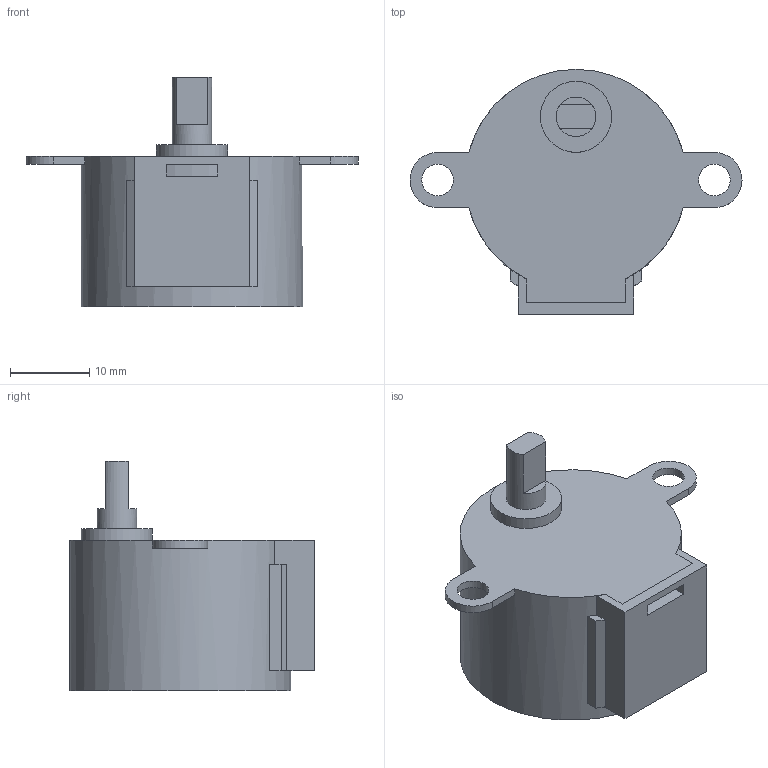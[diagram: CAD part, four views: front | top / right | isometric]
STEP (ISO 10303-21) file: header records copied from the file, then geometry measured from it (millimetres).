
FILE_DESCRIPTION(/* description */ (''),/* implementation_level */ '2;1');
FILE_NAME(/* name */ '28BYJ-48 v1.step',/* time_stamp */ '2025-08-04T09:37:04-04:00',/* author */ (''),/* organization */ (''),/* preprocessor_version */ 'ST-DEVELOPER v20.1',/* originating_system */ 'Autodesk Translation Framework v14.10.0.0',/* authorisation */ '');
FILE_SCHEMA (('AUTOMOTIVE_DESIGN { 1 0 10303 214 3 1 1 }'));
Length unit declared in the file: millimetre
Products named in the file (1): 28BYJ-48
Bounding box: 42 x 31 x 29 mm (x, y, z)
Volume: 12884.7 mm3; surface area: 4279.3 mm2
Topology: 5 solids, 5 shells, 53 faces, 127 edges, 84 vertices
Faces by surface type: plane 43, cylinder 10
Full cylindrical faces by diameter (mm): 4 x2, 5 x1, 9 x1, 28 x1
Entity records: 1601 total; most frequent: DIRECTION 269, CARTESIAN_POINT 265, ORIENTED_EDGE 254, EDGE_CURVE 127, LINE 93, VECTOR 93, AXIS2_PLACEMENT_3D 88, VERTEX_POINT 84
